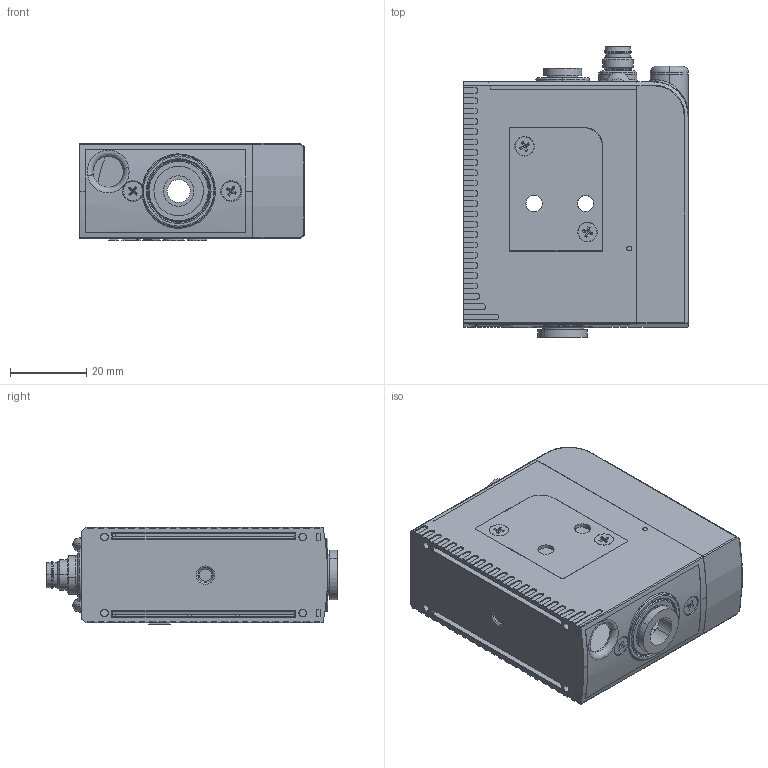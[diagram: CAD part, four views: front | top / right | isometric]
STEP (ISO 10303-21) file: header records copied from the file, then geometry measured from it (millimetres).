
FILE_DESCRIPTION(('STEP AP214'),'1');
FILE_NAME('COVAL_LEM90X10SVO.stp','2017-12-27T16:25:22',('TraceParts'),('TraceParts S.A.'),'Spatial InterOp 3D',' ',' ');
FILE_SCHEMA(('automotive_design'));
Length unit declared in the file: millimetre
Products named in the file (44): COVAL_LEM90X10SVO_1; COVAL_LEM90X10SVO_2; COVAL_LEM90X10SVO_3; COVAL_LEM90X10SVO_4; COVAL_LEM90X10SVO_5; COVAL_LEM90X10SVO_6; COVAL_LEM90X10SVO_7; COVAL_LEM90X10SVO_8; COVAL_LEM90X10SVO_9; COVAL_LEM90X10SVO_10; COVAL_LEM90X10SVO_11; COVAL_LEM90X10SVO_12; COVAL_LEM90X10SVO_13; COVAL_LEM90X10SVO_14; COVAL_LEM90X10SVO_15; COVAL_LEM90X10SVO_16; COVAL_LEM90X10SVO_17; COVAL_LEM90X10SVO_18; COVAL_LEM90X10SVO_19; COVAL_LEM90X10SVO_20; COVAL_LEM90X10SVO_21; COVAL_LEM90X10SVO_22; COVAL_LEM90X10SVO_23; COVAL_LEM90X10SVO_24; COVAL_LEM90X10SVO_25; COVAL_LEM90X10SVO_26; COVAL_LEM90X10SVO_27; COVAL_LEM90X10SVO_28; COVAL_LEM90X10SVO_29; COVAL_LEM90X10SVO_30; COVAL_LEM90X10SVO_31; COVAL_LEM90X10SVO_32; COVAL_LEM90X10SVO_33; COVAL_LEM90X10SVO_34; COVAL_LEM90X10SVO_35; COVAL_LEM90X10SVO_36; COVAL_LEM90X10SVO_37; COVAL_LEM90X10SVO_38; COVAL_LEM90X10SVO_39; COVAL_LEM90X10SVO_40 ...
Bounding box: 59 x 76.3 x 25.5 mm (x, y, z)
Volume: 16686.4 mm3; surface area: 33929.1 mm2
Topology: 44 solids, 44 shells, 1759 faces, 4568 edges, 2943 vertices
Faces by surface type: plane 864, cylinder 576, cone 153, bspline 98, torus 44, sphere 24
Entity records: 81166 total; most frequent: CARTESIAN_POINT 23052, ORIENTED_EDGE 9104, DIRECTION 9025, EDGE_CURVE 4552, AXIS2_PLACEMENT_3D 3172, VERTEX_POINT 2943, LINE 2681, VECTOR 2681
